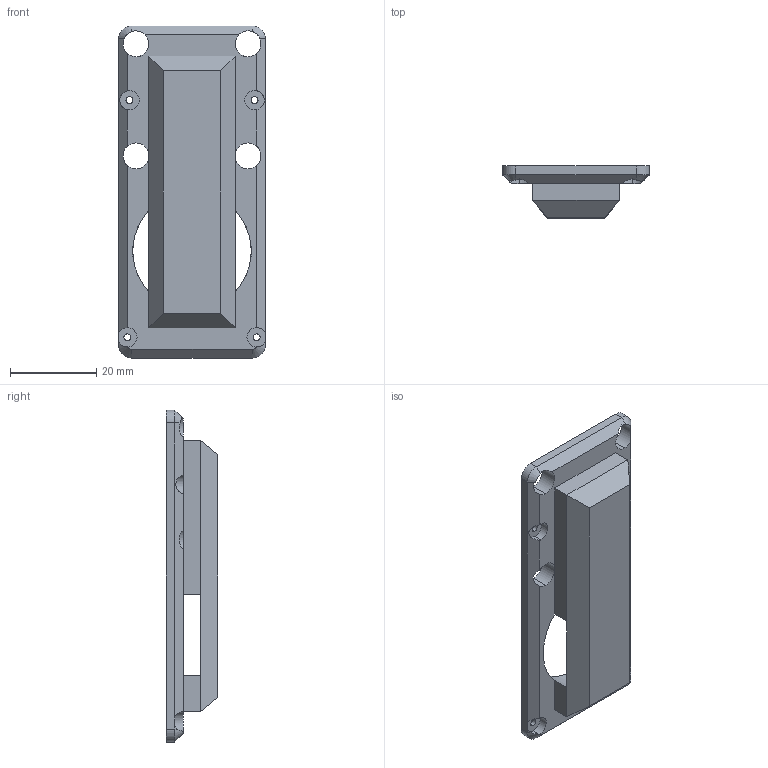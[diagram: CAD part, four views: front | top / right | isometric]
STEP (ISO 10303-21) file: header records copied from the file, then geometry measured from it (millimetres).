
FILE_DESCRIPTION (( 'STEP AP203' ), '1' );
FILE_NAME ('3DJoint4_Dummy v164 v2.STEP', '2023-12-04T13:10:13', ( '' ), ( '' ), 'SwSTEP 2.0', 'SolidWorks 2022', '' );
FILE_SCHEMA (( 'CONFIG_CONTROL_DESIGN' ));
Length unit declared in the file: millimetre
Products named in the file (1): 3DJoint4_Dummy v164 v2
Bounding box: 34 x 12 x 77 mm (x, y, z)
Volume: 10329.3 mm3; surface area: 7598 mm2
Topology: 1 solids, 1 shells, 70 faces, 201 edges, 126 vertices
Faces by surface type: cylinder 35, plane 31, cone 4
Entity records: 2430 total; most frequent: CARTESIAN_POINT 474, ORIENTED_EDGE 402, DIRECTION 401, EDGE_CURVE 201, AXIS2_PLACEMENT_3D 149, VERTEX_POINT 126, LINE 103, VECTOR 103
